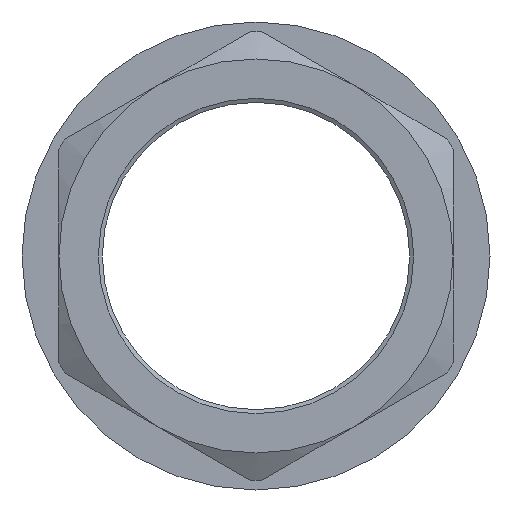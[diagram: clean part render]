
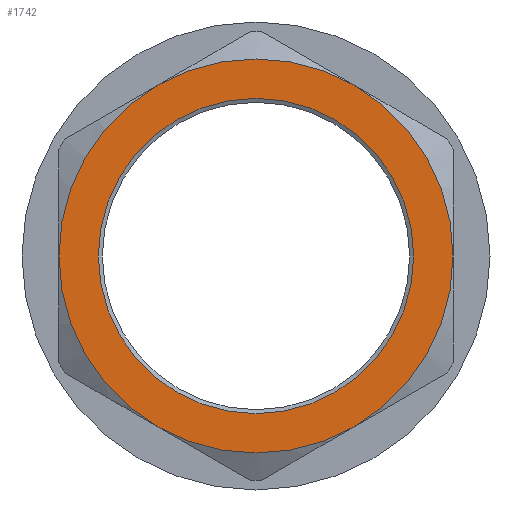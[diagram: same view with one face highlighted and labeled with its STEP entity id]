
A CAD part, left-side view. The second image highlights one B-rep face of the part: STEP entity #1742.
In plain terms, the highlighted planar face has unit normal (-1, 0, 0).
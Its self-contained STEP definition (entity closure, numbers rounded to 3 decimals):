
#92=PLANE('',#1831);
#472=FACE_BOUND('',#664,.T.);
#564=FACE_OUTER_BOUND('',#663,.T.);
#663=EDGE_LOOP('',(#1636,#1637,#1638,#1639,#1640,#1641));
#664=EDGE_LOOP('',(#1642));
#669=CIRCLE('',#1779,3.2);
#689=CIRCLE('',#1820,4.);
#690=CIRCLE('',#1822,4.);
#691=CIRCLE('',#1824,4.);
#692=CIRCLE('',#1826,4.);
#693=CIRCLE('',#1828,4.);
#694=CIRCLE('',#1830,4.);
#831=VERTEX_POINT('',#3364);
#863=VERTEX_POINT('',#3479);
#864=VERTEX_POINT('',#3487);
#865=VERTEX_POINT('',#3495);
#866=VERTEX_POINT('',#3503);
#867=VERTEX_POINT('',#3511);
#868=VERTEX_POINT('',#3519);
#1065=EDGE_CURVE('',#831,#831,#669,.T.);
#1121=EDGE_CURVE('',#868,#863,#689,.T.);
#1122=EDGE_CURVE('',#863,#864,#690,.T.);
#1123=EDGE_CURVE('',#864,#865,#691,.T.);
#1124=EDGE_CURVE('',#865,#866,#692,.T.);
#1125=EDGE_CURVE('',#866,#867,#693,.T.);
#1126=EDGE_CURVE('',#867,#868,#694,.T.);
#1636=ORIENTED_EDGE('',*,*,#1125,.T.);
#1637=ORIENTED_EDGE('',*,*,#1126,.T.);
#1638=ORIENTED_EDGE('',*,*,#1121,.T.);
#1639=ORIENTED_EDGE('',*,*,#1122,.T.);
#1640=ORIENTED_EDGE('',*,*,#1123,.T.);
#1641=ORIENTED_EDGE('',*,*,#1124,.T.);
#1642=ORIENTED_EDGE('',*,*,#1065,.T.);
#1742=ADVANCED_FACE('',(#564,#472),#92,.T.);
#1779=AXIS2_PLACEMENT_3D('',#3365,#2020,#2021);
#1820=AXIS2_PLACEMENT_3D('',#3527,#2114,#2115);
#1822=AXIS2_PLACEMENT_3D('',#3529,#2118,#2119);
#1824=AXIS2_PLACEMENT_3D('',#3531,#2122,#2123);
#1826=AXIS2_PLACEMENT_3D('',#3533,#2126,#2127);
#1828=AXIS2_PLACEMENT_3D('',#3535,#2130,#2131);
#1830=AXIS2_PLACEMENT_3D('',#3537,#2134,#2135);
#1831=AXIS2_PLACEMENT_3D('',#3538,#2136,#2137);
#2020=DIRECTION('center_axis',(1.,0.,0.));
#2021=DIRECTION('ref_axis',(0.,-1.,0.));
#2114=DIRECTION('center_axis',(-1.,0.,0.));
#2115=DIRECTION('ref_axis',(0.,1.,0.));
#2118=DIRECTION('center_axis',(-1.,0.,0.));
#2119=DIRECTION('ref_axis',(0.,1.,0.));
#2122=DIRECTION('center_axis',(-1.,0.,0.));
#2123=DIRECTION('ref_axis',(0.,1.,0.));
#2126=DIRECTION('center_axis',(-1.,0.,0.));
#2127=DIRECTION('ref_axis',(0.,1.,0.));
#2130=DIRECTION('center_axis',(-1.,0.,0.));
#2131=DIRECTION('ref_axis',(0.,1.,0.));
#2134=DIRECTION('center_axis',(-1.,0.,0.));
#2135=DIRECTION('ref_axis',(0.,1.,0.));
#2136=DIRECTION('center_axis',(-1.,0.,0.));
#2137=DIRECTION('ref_axis',(0.,-1.,0.));
#3364=CARTESIAN_POINT('',(-11.,-3.2,6.4));
#3365=CARTESIAN_POINT('Origin',(-11.,0.,
6.4));
#3479=CARTESIAN_POINT('',(-11.,2.,2.936));
#3487=CARTESIAN_POINT('',(-11.,-2.,2.936));
#3495=CARTESIAN_POINT('',(-11.,-4.,6.4));
#3503=CARTESIAN_POINT('',(-11.,-2.,9.864));
#3511=CARTESIAN_POINT('',(-11.,2.,9.864));
#3519=CARTESIAN_POINT('',(-11.,4.,6.4));
#3527=CARTESIAN_POINT('Origin',(-11.,0.,
6.4));
#3529=CARTESIAN_POINT('Origin',(-11.,0.,
6.4));
#3531=CARTESIAN_POINT('Origin',(-11.,0.,
6.4));
#3533=CARTESIAN_POINT('Origin',(-11.,0.,
6.4));
#3535=CARTESIAN_POINT('Origin',(-11.,0.,
6.4));
#3537=CARTESIAN_POINT('Origin',(-11.,0.,
6.4));
#3538=CARTESIAN_POINT('Origin',(-11.,0.,6.4));
